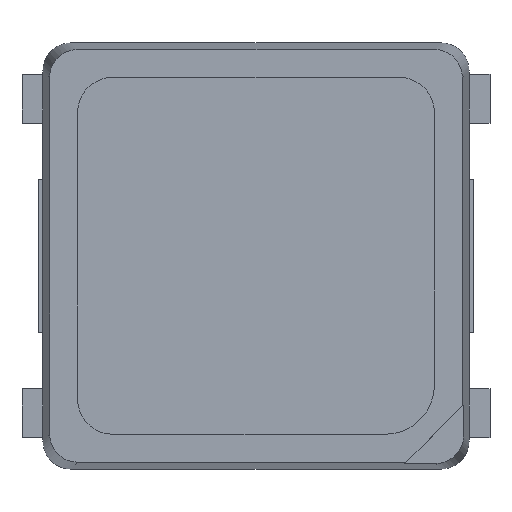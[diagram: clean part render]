
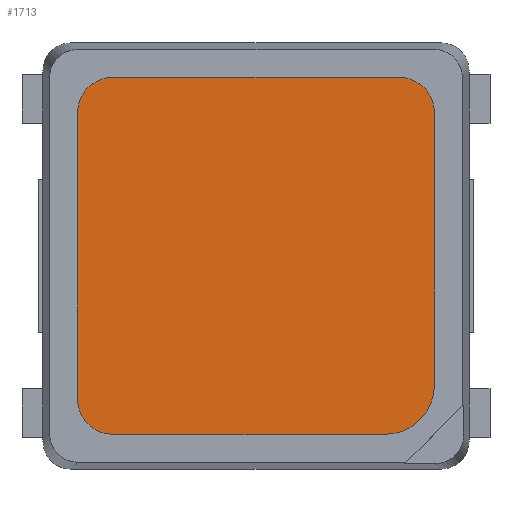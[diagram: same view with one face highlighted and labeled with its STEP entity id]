
A CAD part, top view. The second image highlights one B-rep face of the part: STEP entity #1713.
In plain terms, the highlighted planar face has unit normal (0, 0, 1).
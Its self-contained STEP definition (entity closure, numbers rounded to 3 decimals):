
#65=CIRCLE('',#1825,0.35);
#66=CIRCLE('',#1828,0.25);
#67=CIRCLE('',#1831,0.25);
#68=CIRCLE('',#1834,0.25);
#259=FACE_OUTER_BOUND('',#327,.T.);
#327=EDGE_LOOP('',(#1584,#1585,#1586,#1587,#1588,#1589,#1590,#1591));
#467=LINE('',#2971,#615);
#470=LINE('',#2979,#618);
#473=LINE('',#2987,#621);
#475=LINE('',#2993,#623);
#615=VECTOR('',#2176,1000.);
#618=VECTOR('',#2185,1000.);
#621=VECTOR('',#2194,1000.);
#623=VECTOR('',#2202,1000.);
#810=VERTEX_POINT('',#2963);
#811=VERTEX_POINT('',#2965);
#812=VERTEX_POINT('',#2969);
#813=VERTEX_POINT('',#2973);
#814=VERTEX_POINT('',#2977);
#815=VERTEX_POINT('',#2981);
#816=VERTEX_POINT('',#2985);
#817=VERTEX_POINT('',#2989);
#1062=EDGE_CURVE('',#811,#810,#65,.T.);
#1064=EDGE_CURVE('',#810,#812,#467,.T.);
#1066=EDGE_CURVE('',#812,#813,#66,.T.);
#1068=EDGE_CURVE('',#813,#814,#470,.T.);
#1070=EDGE_CURVE('',#814,#815,#67,.T.);
#1072=EDGE_CURVE('',#815,#816,#473,.T.);
#1074=EDGE_CURVE('',#816,#817,#68,.T.);
#1075=EDGE_CURVE('',#817,#811,#475,.T.);
#1584=ORIENTED_EDGE('',*,*,#1074,.F.);
#1585=ORIENTED_EDGE('',*,*,#1072,.F.);
#1586=ORIENTED_EDGE('',*,*,#1070,.F.);
#1587=ORIENTED_EDGE('',*,*,#1068,.F.);
#1588=ORIENTED_EDGE('',*,*,#1066,.F.);
#1589=ORIENTED_EDGE('',*,*,#1064,.F.);
#1590=ORIENTED_EDGE('',*,*,#1062,.F.);
#1591=ORIENTED_EDGE('',*,*,#1075,.F.);
#1646=PLANE('',#1836);
#1713=ADVANCED_FACE('',(#259),#1646,.F.);
#1825=AXIS2_PLACEMENT_3D('',#2967,#2171,#2172);
#1828=AXIS2_PLACEMENT_3D('',#2975,#2180,#2181);
#1831=AXIS2_PLACEMENT_3D('',#2983,#2189,#2190);
#1834=AXIS2_PLACEMENT_3D('',#2991,#2198,#2199);
#1836=AXIS2_PLACEMENT_3D('',#2994,#2203,#2204);
#2171=DIRECTION('center_axis',(0.,0.,-1.));
#2172=DIRECTION('ref_axis',(0.,-1.,0.));
#2176=DIRECTION('',(-1.,0.,0.));
#2180=DIRECTION('center_axis',(0.,0.,-1.));
#2181=DIRECTION('ref_axis',(-1.,0.,0.));
#2185=DIRECTION('',(0.,1.,0.));
#2189=DIRECTION('center_axis',(0.,0.,-1.));
#2190=DIRECTION('ref_axis',(0.,1.,0.));
#2194=DIRECTION('',(1.,0.,0.));
#2198=DIRECTION('center_axis',(0.,0.,-1.));
#2199=DIRECTION('ref_axis',(1.,0.,0.));
#2202=DIRECTION('',(0.,-1.,0.));
#2203=DIRECTION('center_axis',(0.,0.,-1.));
#2204=DIRECTION('ref_axis',(-1.,0.,0.));
#2963=CARTESIAN_POINT('',(0.927,-1.277,0.74));
#2965=CARTESIAN_POINT('',(1.277,-0.927,0.74));
#2967=CARTESIAN_POINT('Origin',(0.927,-0.927,0.74));
#2969=CARTESIAN_POINT('',(-1.027,-1.277,0.74));
#2971=CARTESIAN_POINT('',(0.927,-1.277,0.74));
#2973=CARTESIAN_POINT('',(-1.277,-1.027,0.74));
#2975=CARTESIAN_POINT('Origin',(-1.027,-1.027,0.74));
#2977=CARTESIAN_POINT('',(-1.277,1.027,0.74));
#2979=CARTESIAN_POINT('',(-1.277,-0.927,0.74));
#2981=CARTESIAN_POINT('',(-1.027,1.277,0.74));
#2983=CARTESIAN_POINT('Origin',(-1.027,1.027,0.74));
#2985=CARTESIAN_POINT('',(1.027,1.277,0.74));
#2987=CARTESIAN_POINT('',(0.927,1.277,0.74));
#2989=CARTESIAN_POINT('',(1.277,1.027,0.74));
#2991=CARTESIAN_POINT('Origin',(1.027,1.027,0.74));
#2993=CARTESIAN_POINT('',(1.277,-0.927,0.74));
#2994=CARTESIAN_POINT('Origin',(0.927,-0.927,0.74));
